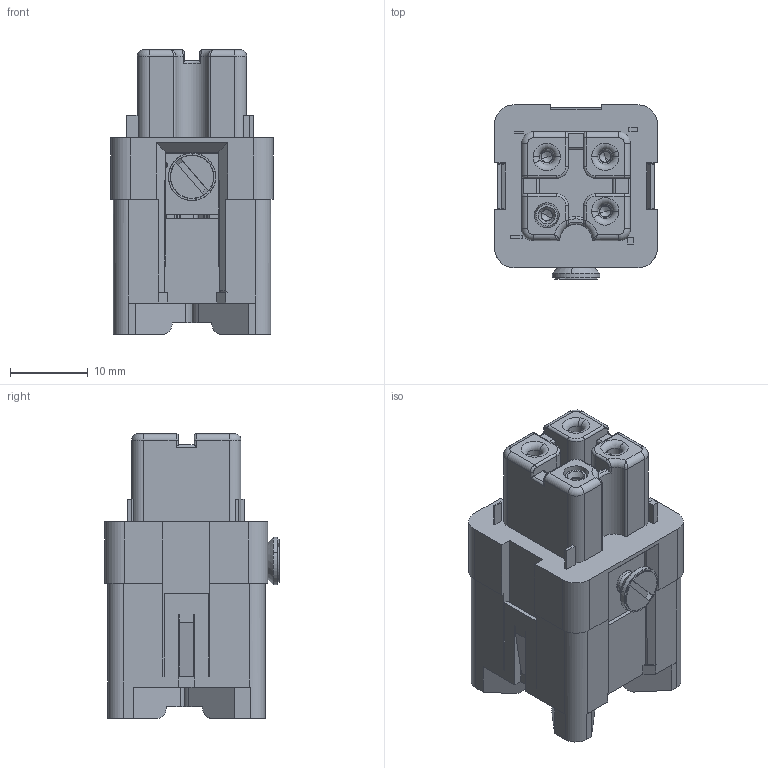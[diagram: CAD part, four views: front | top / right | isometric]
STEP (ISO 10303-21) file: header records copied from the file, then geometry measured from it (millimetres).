
FILE_DESCRIPTION(('CATIA V5 STEP Exchange','CAx-IF Rec.Pracs.--- Model Styling and Organization---1.5--- 2016-08-15','CAx-IF Rec.Pracs.---Supplemental Geometry---1.0---2011-11-01','CAx-IF Rec.Pracs.--- Composite Materials ---1.1---2010-07-15'),'2;1');
FILE_NAME ('13435124_3', '2025-01-29T08:23:16+00:00', ('none'), ('Weidmueller'), 'CATIA Version 5-6 Release 2022 SP4 HF5', 'CATIA V5 STEP AP214 v3', 'none');
FILE_SCHEMA(('AUTOMOTIVE_DESIGN { 1 0 10303 214 1 1 1 1 }'));
Length unit declared in the file: millimetre
Products named in the file (1): 1498200000
Bounding box: 20.9 x 22.36 x 36.5 mm (x, y, z)
Volume: 8118.3 mm3; surface area: 10347.5 mm2
Topology: 1 solids, 1 shells, 1434 faces, 3952 edges, 2476 vertices
Faces by surface type: plane 763, cylinder 382, torus 168, cone 112, bspline 9
Entity records: 46085 total; most frequent: CARTESIAN_POINT 11997, ORIENTED_EDGE 7884, DIRECTION 5692, EDGE_CURVE 3942, VERTEX_POINT 2472, VECTOR 2411, LINE 2411, AXIS2_PLACEMENT_3D 2162
